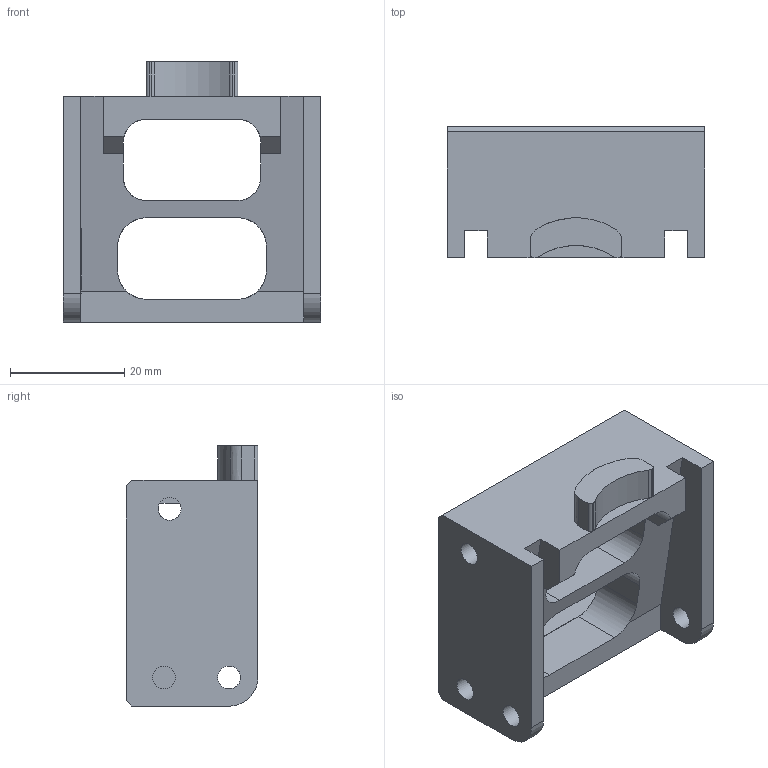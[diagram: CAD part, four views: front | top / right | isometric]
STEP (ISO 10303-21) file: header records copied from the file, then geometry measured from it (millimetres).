
FILE_DESCRIPTION(/* description */ (''),/* implementation_level */ '2;1');
FILE_NAME(/* name */ 'main arm hing.step',/* time_stamp */ '2018-02-12T20:12:10-05:00',/* author */ (''),/* organization */ (''),/* preprocessor_version */ 'ST-DEVELOPER v16.13',/* originating_system */ 'Autodesk Translation Framework v6.5.0.72',/* authorisation */ '');
FILE_SCHEMA (('AUTOMOTIVE_DESIGN { 1 0 10303 214 3 1 1 }'));
Length unit declared in the file: millimetre
Products named in the file (1): FusionComponent
Bounding box: 45 x 23 x 45.48 mm (x, y, z)
Volume: 17674.5 mm3; surface area: 9645.9 mm2
Topology: 1 solids, 1 shells, 83 faces, 257 edges, 174 vertices
Faces by surface type: plane 47, cylinder 32, bspline 4
Full cylindrical faces by diameter (mm): 4 x6
Entity records: 3123 total; most frequent: CARTESIAN_POINT 739, ORIENTED_EDGE 514, DIRECTION 471, EDGE_CURVE 257, VERTEX_POINT 174, LINE 171, VECTOR 171, AXIS2_PLACEMENT_3D 150
